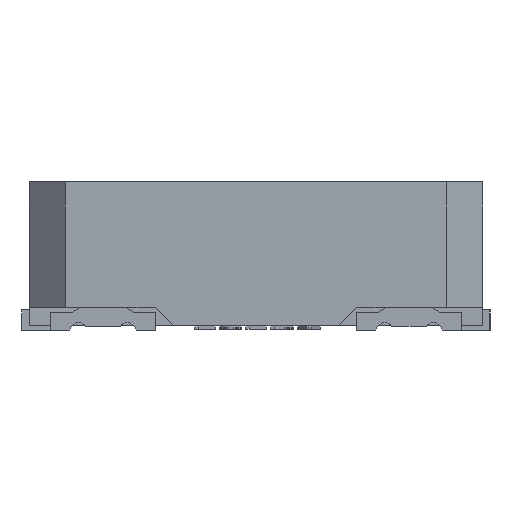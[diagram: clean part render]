
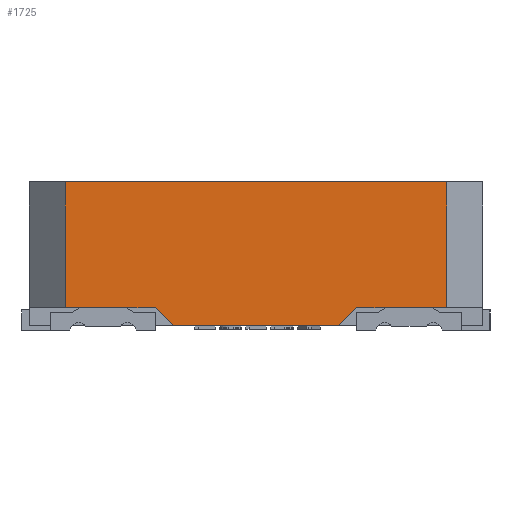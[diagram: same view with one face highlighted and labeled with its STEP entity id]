
A CAD part, left-side view. The second image highlights one B-rep face of the part: STEP entity #1725.
In plain terms, the highlighted planar face has unit normal (-1, 0, 0).
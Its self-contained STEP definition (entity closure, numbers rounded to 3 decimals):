
#1725=ADVANCED_FACE('',(#4731),#4732,.T.);
#4731=FACE_OUTER_BOUND('',#9115,.T.);
#4732=PLANE('',#9116);
#9115=EDGE_LOOP('',(#14372,#14373,#14374,#14375,#14376,#14377,#14378,#14379));
#9116=AXIS2_PLACEMENT_3D('',#14380,#14381,#14382);
#14372=ORIENTED_EDGE('',*,*,#26970,.T.);
#14373=ORIENTED_EDGE('',*,*,#26971,.F.);
#14374=ORIENTED_EDGE('',*,*,#26972,.F.);
#14375=ORIENTED_EDGE('',*,*,#26973,.T.);
#14376=ORIENTED_EDGE('',*,*,#26974,.T.);
#14377=ORIENTED_EDGE('',*,*,#26975,.T.);
#14378=ORIENTED_EDGE('',*,*,#26527,.T.);
#14379=ORIENTED_EDGE('',*,*,#26968,.T.);
#14380=CARTESIAN_POINT('',(-3.65,1.26,0.0));
#14381=DIRECTION('',(-1.0,0.0,0.0));
#14382=DIRECTION('',(0.0,-1.0,0.0));
#26527=EDGE_CURVE('',#31888,#31886,#31889,.T.);
#26968=EDGE_CURVE('',#31886,#32525,#32527,.T.);
#26970=EDGE_CURVE('',#32525,#32529,#32530,.T.);
#26971=EDGE_CURVE('',#32531,#32529,#32532,.T.);
#26972=EDGE_CURVE('',#32533,#32531,#32534,.T.);
#26973=EDGE_CURVE('',#32533,#32535,#32536,.T.);
#26974=EDGE_CURVE('',#32535,#32537,#32538,.T.);
#26975=EDGE_CURVE('',#32537,#31888,#32539,.T.);
#31886=VERTEX_POINT('',#39770);
#31888=VERTEX_POINT('',#39773);
#31889=LINE('',#39774,#39775);
#32525=VERTEX_POINT('',#40729);
#32527=LINE('',#40732,#40733);
#32529=VERTEX_POINT('',#40735);
#32530=LINE('',#40736,#40737);
#32531=VERTEX_POINT('',#40738);
#32532=LINE('',#40739,#40740);
#32533=VERTEX_POINT('',#40741);
#32534=LINE('',#40742,#40743);
#32535=VERTEX_POINT('',#40744);
#32536=LINE('',#40745,#40746);
#32537=VERTEX_POINT('',#40747);
#32538=LINE('',#40748,#40749);
#32539=LINE('',#40750,#40751);
#39770=CARTESIAN_POINT('',(-3.65,-0.46,0.0));
#39773=CARTESIAN_POINT('',(-3.65,0.46,0.0));
#39774=CARTESIAN_POINT('',(-3.65,0.46,0.0));
#39775=VECTOR('',#50631,1.0);
#40729=CARTESIAN_POINT('',(-3.65,-0.56,0.1));
#40732=CARTESIAN_POINT('',(-3.65,-0.46,0.));
#40733=VECTOR('',#50951,1.0);
#40735=CARTESIAN_POINT('',(-3.65,-1.06,0.1));
#40736=CARTESIAN_POINT('',(-3.65,-0.56,0.1));
#40737=VECTOR('',#50952,1.0);
#40738=CARTESIAN_POINT('',(-3.65,-1.06,0.8));
#40739=CARTESIAN_POINT('',(-3.65,-1.06,0.8));
#40740=VECTOR('',#50953,1.0);
#40741=CARTESIAN_POINT('',(-3.65,1.06,0.8));
#40742=CARTESIAN_POINT('',(-3.65,1.06,0.8));
#40743=VECTOR('',#50954,1.0);
#40744=CARTESIAN_POINT('',(-3.65,1.06,0.1));
#40745=CARTESIAN_POINT('',(-3.65,1.06,0.8));
#40746=VECTOR('',#50955,1.0);
#40747=CARTESIAN_POINT('',(-3.65,0.56,0.1));
#40748=CARTESIAN_POINT('',(-3.65,1.06,0.1));
#40749=VECTOR('',#50956,1.0);
#40750=CARTESIAN_POINT('',(-3.65,0.56,0.1));
#40751=VECTOR('',#50957,1.0);
#50631=DIRECTION('',(0.0,-1.0,0.0));
#50951=DIRECTION('',(0.0,-0.707,0.707));
#50952=DIRECTION('',(0.0,-1.0,0.0));
#50953=DIRECTION('',(0.0,0.,-1.0));
#50954=DIRECTION('',(0.0,-1.0,0.0));
#50955=DIRECTION('',(0.0,0.,-1.0));
#50956=DIRECTION('',(0.0,-1.0,0.0));
#50957=DIRECTION('',(0.0,-0.707,-0.707));
